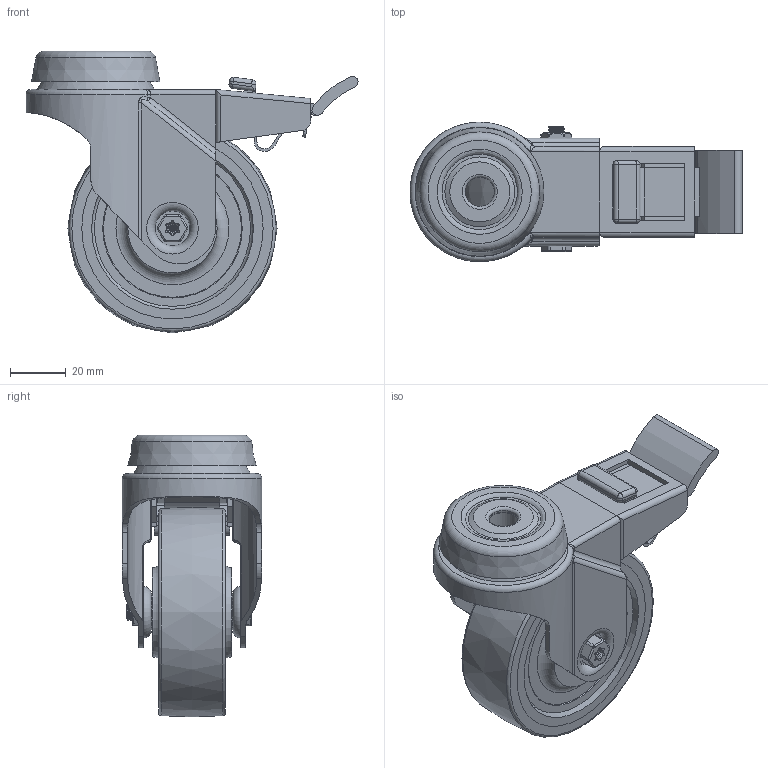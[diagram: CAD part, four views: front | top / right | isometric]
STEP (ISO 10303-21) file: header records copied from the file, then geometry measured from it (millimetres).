
FILE_DESCRIPTION(/* description */ ('','CAx-IF Rec.Pracs.---Representation and Presentation of Product Manufacturing Information (PMI)---4.0---2014-10-13'),/* implementation_level */ '2;1');
FILE_NAME(/* name */ 'BZRA75VGRBJBH10SWB.step',/* time_stamp */ '2025-03-07T12:31:22Z',/* author */ (''),/* organization */ (''),/* preprocessor_version */ 'ST-DEVELOPER v20',/* originating_system */ 'Autodesk Translation Framework v13.20.0.188',/* authorisation */ '');
FILE_SCHEMA (('AP242_MANAGED_MODEL_BASED_3D_ENGINEERING_MIM_LF { 1 0 10303 442 1 1 4 }'));
Length unit declared in the file: millimetre
Products named in the file (22): BZRA75VGRBJBH10SWB; BZRA75ASBH10SWB v1; ZINC PLATED PRESSED STEEL HEAD; ZINC PLATED PRESSED STEEL FORKS; ZINC PLATED PRESSED STEEL BRAKE; NYLON BRAKE PEDAL; BRAKE PAD; BZL75WVGRBJM6 v1; BEARING608RS; BALL BEARINGS; Component2; OUTTER; INNER; MIDDLE; RUBBER; THERMMOPLASTIC RUBBER TYRE; POLYPROPYLENE RIM; CAP; BOLTBZRA6MM v2; ZINC PLATED AXLE BOLT; NM6GR8HALFGR8 v1; ZINC PLATED LOCKING NUT
Assembly tree (27 placements, depth 5):
  BZRA75VGRBJBH10SWB
    BZRA75ASBH10SWB v1
      ZINC PLATED PRESSED STEEL HEAD
      ZINC PLATED PRESSED STEEL FORKS
      ZINC PLATED PRESSED STEEL BRAKE
      NYLON BRAKE PEDAL
      BRAKE PAD
    BZL75WVGRBJM6 v1
      BEARING608RS
        BALL BEARINGS
          Component2  x6
        OUTTER
        INNER
        MIDDLE
        RUBBER
      THERMMOPLASTIC RUBBER TYRE
      POLYPROPYLENE RIM
      CAP  x2
    BOLTBZRA6MM v2
      ZINC PLATED AXLE BOLT
    NM6GR8HALFGR8 v1
      ZINC PLATED LOCKING NUT
Bounding box: 119 x 50 x 101 mm (x, y, z)
Volume: 108361.7 mm3; surface area: 86078.2 mm2
Topology: 22 solids, 22 shells, 615 faces, 1530 edges, 978 vertices
Faces by surface type: plane 257, cylinder 194, bspline 57, torus 53, sphere 32, cone 22
Full cylindrical faces by diameter (mm): 4.744 x2, 5.884 x4, 6 x2, 6.2 x2, 6.5 x1, 8 x4, 8.5 x1, 9.875 x1, 10 x2, 10.5 x1, 10.55 x4, 10.561 x1, 11.2 x2, 11.6 x2, 12.738 x1, 14 x2, 14.761 x1, 16 x2, 18 x1, 18.3 x2, 18.317 x1, 18.7 x2, 19.2 x4, 19.875 x1, 22 x2, 30.75 x2, 39 x1, 52 x2, 56 x2, 58 x2
Entity records: 32215 total; most frequent: CARTESIAN_POINT 17381, DIRECTION 3044, ORIENTED_EDGE 2946, EDGE_CURVE 1473, AXIS2_PLACEMENT_3D 1207, VERTEX_POINT 948, EDGE_LOOP 665, LINE 630
